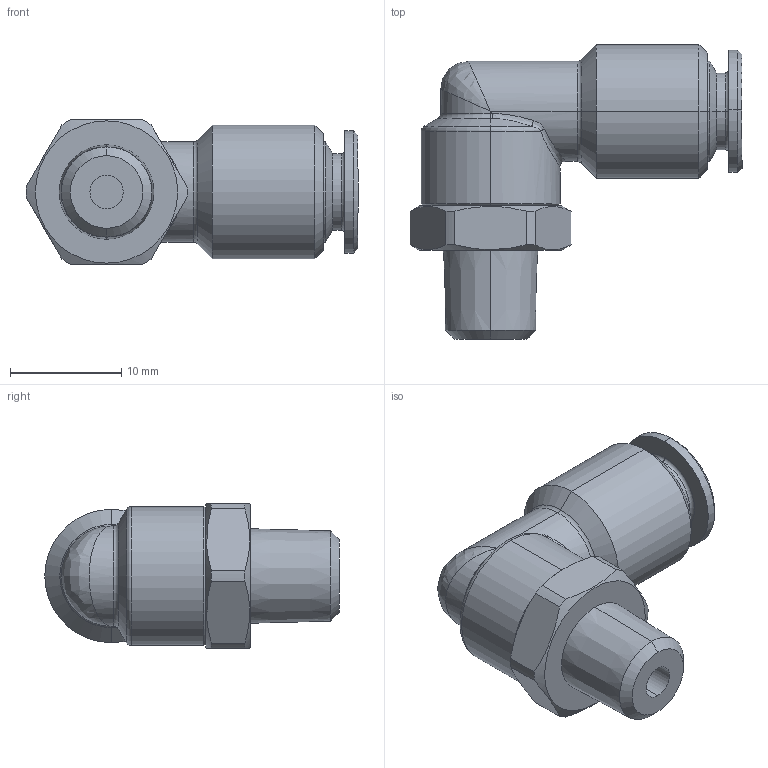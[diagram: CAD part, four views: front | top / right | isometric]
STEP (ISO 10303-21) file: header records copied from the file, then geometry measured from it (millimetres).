
FILE_DESCRIPTION (( 'STEP AP203' ), '1' );
FILE_NAME ('M0050530.STEP', '2010-08-04T15:07:40', ( '' ), ( 'sopra-pneumatic' ), 'SwSTEP 2.0', 'SolidWorks 2009', '' );
FILE_SCHEMA (( 'CONFIG_CONTROL_DESIGN' ));
Length unit declared in the file: millimetre
Products named in the file (1): M0050530
Bounding box: 29.87 x 26.5 x 13 mm (x, y, z)
Volume: 3270.5 mm3; surface area: 2267.3 mm2
Topology: 1 solids, 1 shells, 83 faces, 186 edges, 110 vertices
Faces by surface type: cone 27, cylinder 25, plane 15, torus 10, bspline 6
Entity records: 3563 total; most frequent: CARTESIAN_POINT 1666, DIRECTION 400, ORIENTED_EDGE 368, EDGE_CURVE 184, AXIS2_PLACEMENT_3D 172, VERTEX_POINT 110, CIRCLE 94, EDGE_LOOP 90
